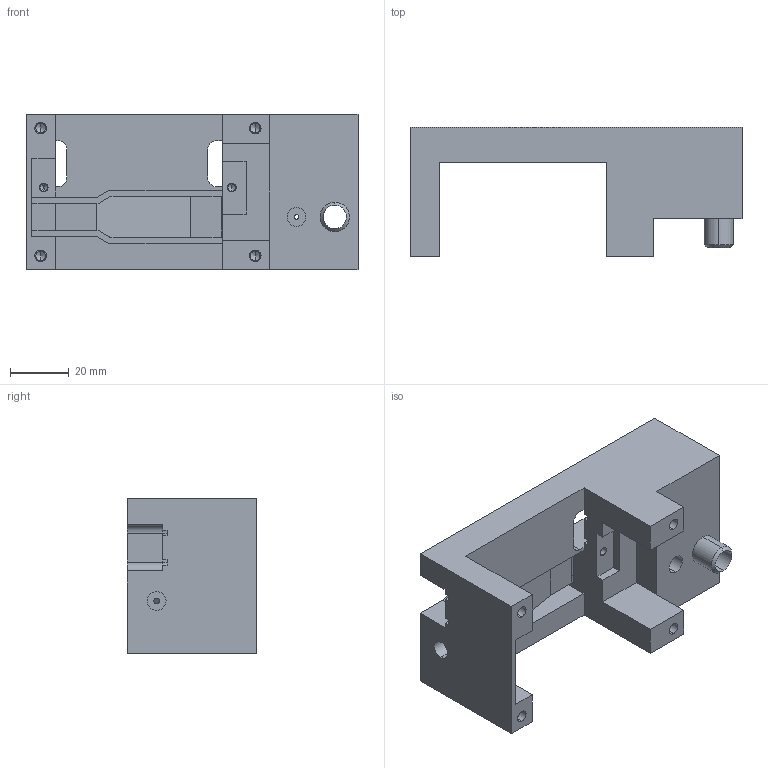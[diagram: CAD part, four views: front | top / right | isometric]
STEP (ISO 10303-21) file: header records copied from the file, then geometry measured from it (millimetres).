
FILE_DESCRIPTION (( 'STEP AP203' ), '1' );
FILE_NAME ('20-019469--FLOWCELL--Rev_A.step', '2022-06-14T14:55:17', ( '' ), ( '' ), 'SwSTEP 2.0', 'SolidWorks 2021', '' );
FILE_SCHEMA (( 'CONFIG_CONTROL_DESIGN' ));
Length unit declared in the file: millimetre
Products named in the file (1): 20-019469--FLOWCELL--Rev_A
Bounding box: 113 x 44 x 53 mm (x, y, z)
Volume: 104929.2 mm3; surface area: 33961.3 mm2
Topology: 1 solids, 1 shells, 258 faces, 691 edges, 425 vertices
Faces by surface type: plane 109, cylinder 67, bspline 63, cone 16, torus 3
Entity records: 10215 total; most frequent: CARTESIAN_POINT 4273, ORIENTED_EDGE 1342, DIRECTION 1049, EDGE_CURVE 671, VERTEX_POINT 425, LINE 363, VECTOR 363, AXIS2_PLACEMENT_3D 343
